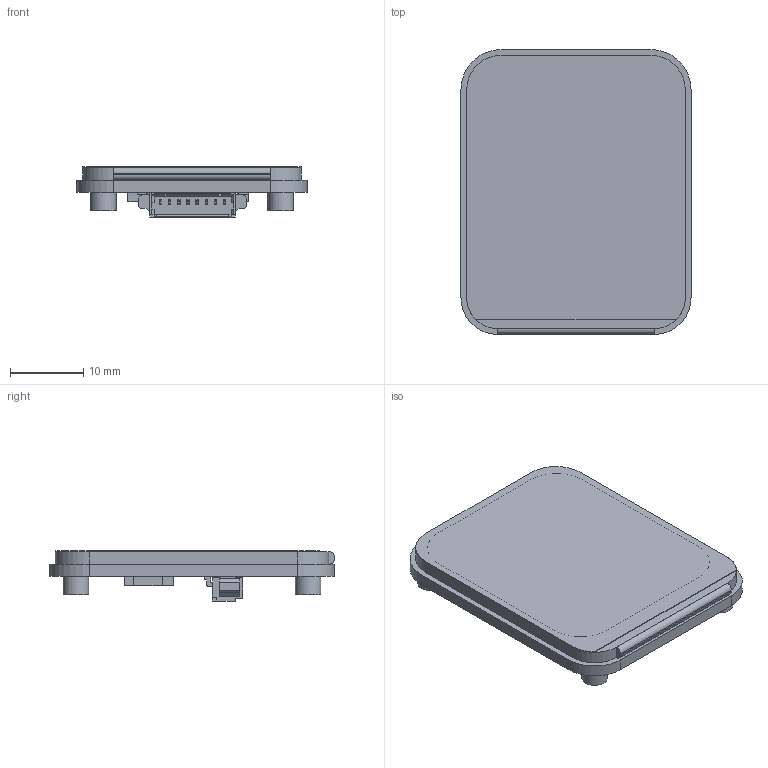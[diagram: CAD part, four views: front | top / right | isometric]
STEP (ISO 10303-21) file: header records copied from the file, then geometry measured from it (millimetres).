
FILE_DESCRIPTION(/* description */ (''),/* implementation_level */ '2;1');
FILE_NAME(/* name */ 'WAVESHARE 1.69in IPS LCD.step',/* time_stamp */ '2023-07-10T17:28:20-07:00',/* author */ (''),/* organization */ (''),/* preprocessor_version */ 'ST-DEVELOPER v19.2',/* originating_system */ 'Autodesk Translation Framework v12.6.0.85',/* authorisation */ '');
FILE_SCHEMA (('AUTOMOTIVE_DESIGN { 1 0 10303 214 3 1 1 }'));
Length unit declared in the file: inch
Products named in the file (9): WAVESHARE 1.69" IPS; PCB; LCD; Glass; Ribbon; Standoffs; Plug; 0532610871; Components
Assembly tree (8 placements, depth 3):
  WAVESHARE 1.69" IPS
    PCB
    LCD
    Glass
    Ribbon
    Standoffs
    Plug
      0532610871
    Components
Bounding box: 31.5 x 39 x 6.88 mm (x, y, z)
Volume: 4252.4 mm3; surface area: 8065.1 mm2
Topology: 12 solids, 12 shells, 518 faces, 1396 edges, 914 vertices
Faces by surface type: plane 400, cylinder 110, bspline 8
Full cylindrical faces by diameter (mm): 1.623 x12, 2.074 x8, 3.5 x4
Entity records: 19618 total; most frequent: CARTESIAN_POINT 6473, ORIENTED_EDGE 2792, DIRECTION 2440, EDGE_CURVE 1396, LINE 1142, VECTOR 1142, VERTEX_POINT 914, AXIS2_PLACEMENT_3D 649
